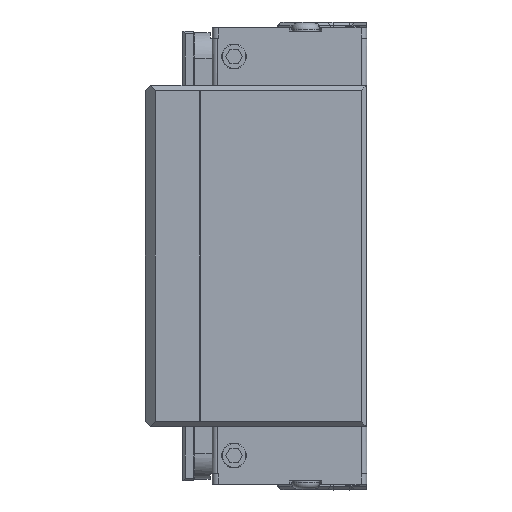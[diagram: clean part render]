
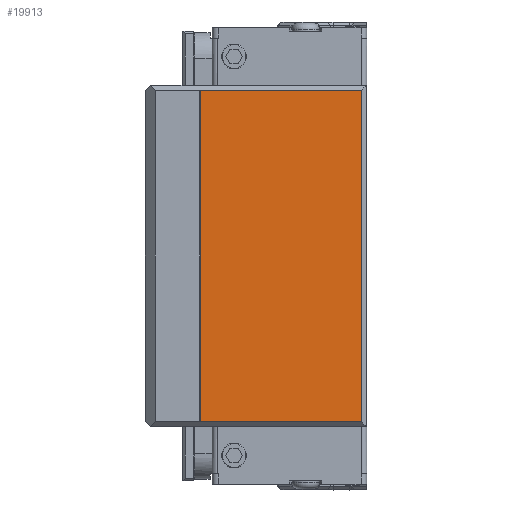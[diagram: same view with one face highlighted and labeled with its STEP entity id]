
A CAD part, left-side view. The second image highlights one B-rep face of the part: STEP entity #19913.
In plain terms, the highlighted planar face has unit normal (-1, 0, 0).
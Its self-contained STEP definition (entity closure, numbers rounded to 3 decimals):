
#1254=FACE_OUTER_BOUND('',#2414,.T.);
#2414=EDGE_LOOP('',(#13487,#13488,#13489,#13490));
#3791=LINE('',#29570,#6007);
#3809=LINE('',#29606,#6025);
#3815=LINE('',#29625,#6031);
#3820=LINE('',#29633,#6036);
#6007=VECTOR('',#23729,44.45);
#6025=VECTOR('',#23757,44.45);
#6031=VECTOR('',#23789,91.3);
#6036=VECTOR('',#23800,91.3);
#8218=VERTEX_POINT('',#29567);
#8219=VERTEX_POINT('',#29569);
#8231=VERTEX_POINT('',#29603);
#8232=VERTEX_POINT('',#29605);
#10195=EDGE_CURVE('',#8218,#8219,#3791,.T.);
#10213=EDGE_CURVE('',#8231,#8232,#3809,.T.);
#10219=EDGE_CURVE('',#8232,#8218,#3815,.T.);
#10224=EDGE_CURVE('',#8219,#8231,#3820,.T.);
#13487=ORIENTED_EDGE('',*,*,#10224,.F.);
#13488=ORIENTED_EDGE('',*,*,#10195,.F.);
#13489=ORIENTED_EDGE('',*,*,#10219,.F.);
#13490=ORIENTED_EDGE('',*,*,#10213,.F.);
#17913=PLANE('',#21230);
#19913=ADVANCED_FACE('',(#1254),#17913,.F.);
#21230=AXIS2_PLACEMENT_3D('',#29632,#23798,#23799);
#23729=DIRECTION('',(0.,1.,0.));
#23757=DIRECTION('',(0.,-1.,0.));
#23789=DIRECTION('',(0.,0.,-1.));
#23798=DIRECTION('center_axis',(1.,0.,0.));
#23799=DIRECTION('ref_axis',(0.,0.,-1.));
#23800=DIRECTION('',(0.,0.,1.));
#29567=CARTESIAN_POINT('',(-42.85,-15.4,-45.65));
#29569=CARTESIAN_POINT('',(-42.85,29.05,-45.65));
#29570=CARTESIAN_POINT('',(-42.85,13.65,-45.65));
#29603=CARTESIAN_POINT('',(-42.85,29.05,45.65));
#29605=CARTESIAN_POINT('',(-42.85,-15.4,45.65));
#29606=CARTESIAN_POINT('',(-42.85,13.65,45.65));
#29625=CARTESIAN_POINT('',(-42.85,-15.4,0.));
#29632=CARTESIAN_POINT('Origin',(-42.85,-16.9,47.));
#29633=CARTESIAN_POINT('',(-42.85,29.05,47.));
